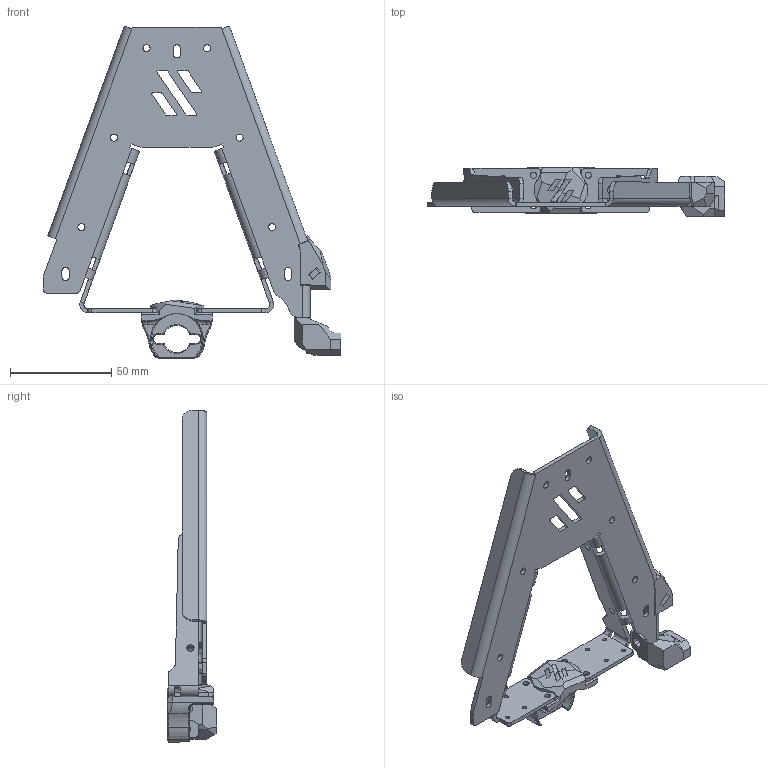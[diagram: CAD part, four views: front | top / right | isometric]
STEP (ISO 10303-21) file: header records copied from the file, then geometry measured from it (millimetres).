
FILE_DESCRIPTION(/* description */ (''),/* implementation_level */ '2;1');
FILE_NAME(/* name */ 'Kirigami_V0.2_stealth_chain_release v4.step',/* time_stamp */ '2023-05-04T22:09:34+02:00',/* author */ (''),/* organization */ (''),/* preprocessor_version */ 'ST-DEVELOPER v19.2',/* originating_system */ 'Autodesk Translation Framework v12.4.0.73',/* authorisation */ '');
FILE_SCHEMA (('AUTOMOTIVE_DESIGN { 1 0 10303 214 3 1 1 }'));
Length unit declared in the file: millimetre
Products named in the file (6): Kirigami_V0.2_stealth_chain_release; VORON_v0.2_stealth_nut_block v3; VORON_v0.2_stealth_chain_mount v2; V0_sheet_metal_bed_v2 v66; VORON_v0.2_stealth_wire_guide.stl v2; VORON_v0.2_stealth_chain_mount_5mm_spacer v2
Assembly tree (5 placements, depth 2):
  Kirigami_V0.2_stealth_chain_release
    VORON_v0.2_stealth_nut_block v3
    VORON_v0.2_stealth_chain_mount v2
    V0_sheet_metal_bed_v2 v66
    VORON_v0.2_stealth_wire_guide.stl v2
    VORON_v0.2_stealth_chain_mount_5mm_spacer v2
Bounding box: 147 x 24.5 x 164.05 mm (x, y, z)
Volume: 42728.5 mm3; surface area: 40432.3 mm2
Topology: 5 solids, 5 shells, 632 faces, 1676 edges, 1040 vertices
Faces by surface type: plane 393, cylinder 173, cone 45, bspline 19, torus 2
Full cylindrical faces by diameter (mm): 2.1 x8, 3 x1, 3.1 x6, 3.3 x2, 3.5 x10, 4.75 x1, 4.8 x4
Entity records: 20194 total; most frequent: CARTESIAN_POINT 4131, ORIENTED_EDGE 3344, DIRECTION 3239, EDGE_CURVE 1672, LINE 1213, VECTOR 1213, VERTEX_POINT 1040, AXIS2_PLACEMENT_3D 1013
